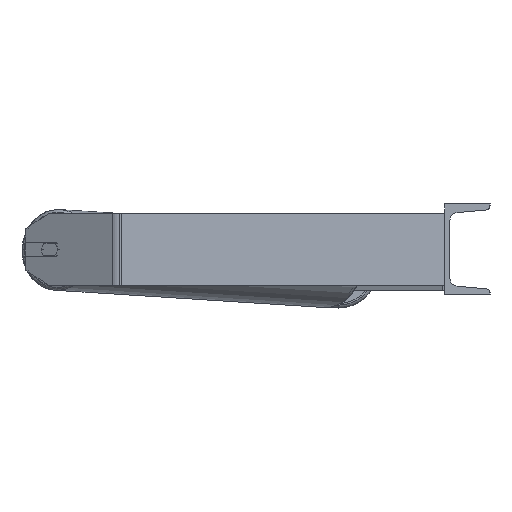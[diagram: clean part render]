
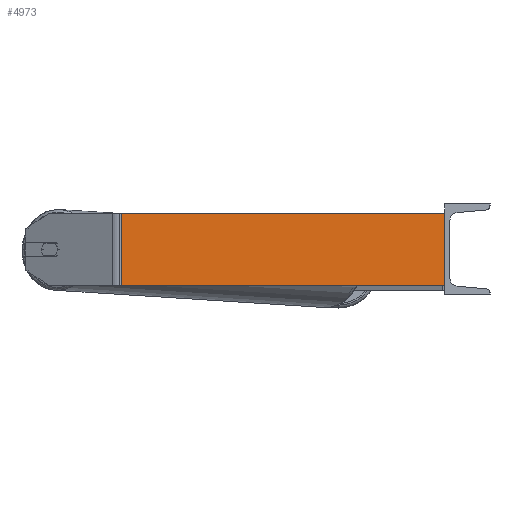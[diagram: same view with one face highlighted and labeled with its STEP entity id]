
A CAD part, left-side view. The second image highlights one B-rep face of the part: STEP entity #4973.
In plain terms, the highlighted planar face has unit normal (-0.996, -0.087, 0).
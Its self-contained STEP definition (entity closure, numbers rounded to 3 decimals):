
#418 = FACE_OUTER_BOUND ( 'NONE', #5017, .T. ) ;
#617 = DIRECTION ( 'NONE',  ( 0., 0., -1. ) ) ;
#1124 = ORIENTED_EDGE ( 'NONE', *, *, #4249, .T. ) ;
#1317 = ORIENTED_EDGE ( 'NONE', *, *, #8372, .F. ) ;
#1620 = DIRECTION ( 'NONE',  ( 0.087, -0.996, 0. ) ) ;
#1783 = ORIENTED_EDGE ( 'NONE', *, *, #6326, .T. ) ;
#1900 = DIRECTION ( 'NONE',  ( -0.087, 0.996, 0. ) ) ;
#2050 = CARTESIAN_POINT ( 'NONE',  ( -916.12, 355.703, 40. ) ) ;
#2592 = CARTESIAN_POINT ( 'NONE',  ( -916.56, 360.728, 40. ) ) ;
#2731 = LINE ( 'NONE', #2050, #8432 ) ;
#3224 = PLANE ( 'NONE',  #8864 ) ;
#3365 = CARTESIAN_POINT ( 'NONE',  ( -916.56, 360.728, -40. ) ) ;
#3768 = CARTESIAN_POINT ( 'NONE',  ( -885., 0., 40. ) ) ;
#4165 = VECTOR ( 'NONE', #6594, 1000. ) ;
#4249 = EDGE_CURVE ( 'NONE', #5640, #5999, #5521, .T. ) ;
#4524 = CARTESIAN_POINT ( 'NONE',  ( -916.12, 355.703, 40. ) ) ;
#4869 = EDGE_CURVE ( 'NONE', #6469, #6565, #7851, .T. ) ;
#4973 = ADVANCED_FACE ( 'NONE', ( #418 ), #3224, .F. ) ;
#5017 = EDGE_LOOP ( 'NONE', ( #1124, #1317, #8294, #1783 ) ) ;
#5521 = LINE ( 'NONE', #3365, #6622 ) ;
#5640 = VERTEX_POINT ( 'NONE', #6763 ) ;
#5999 = VERTEX_POINT ( 'NONE', #7209 ) ;
#6322 = DIRECTION ( 'NONE',  ( 0.087, -0.996, 0. ) ) ;
#6326 = EDGE_CURVE ( 'NONE', #6469, #5640, #2731, .T. ) ;
#6469 = VERTEX_POINT ( 'NONE', #4524 ) ;
#6565 = VERTEX_POINT ( 'NONE', #6888 ) ;
#6594 = DIRECTION ( 'NONE',  ( 0., 0., -1. ) ) ;
#6622 = VECTOR ( 'NONE', #6322, 1000. ) ;
#6650 = DIRECTION ( 'NONE',  ( 0.996, 0.087, 0. ) ) ;
#6763 = CARTESIAN_POINT ( 'NONE',  ( -916.12, 355.703, -40. ) ) ;
#6888 = CARTESIAN_POINT ( 'NONE',  ( -885., 0., 40. ) ) ;
#7209 = CARTESIAN_POINT ( 'NONE',  ( -885., 0., -40. ) ) ;
#7225 = VECTOR ( 'NONE', #1620, 1000. ) ;
#7851 = LINE ( 'NONE', #8637, #7225 ) ;
#7934 = LINE ( 'NONE', #3768, #4165 ) ;
#8294 = ORIENTED_EDGE ( 'NONE', *, *, #4869, .F. ) ;
#8372 = EDGE_CURVE ( 'NONE', #6565, #5999, #7934, .T. ) ;
#8432 = VECTOR ( 'NONE', #617, 1000. ) ;
#8637 = CARTESIAN_POINT ( 'NONE',  ( -916.56, 360.728, 40. ) ) ;
#8864 = AXIS2_PLACEMENT_3D ( 'NONE', #2592, #6650, #1900 ) ;
